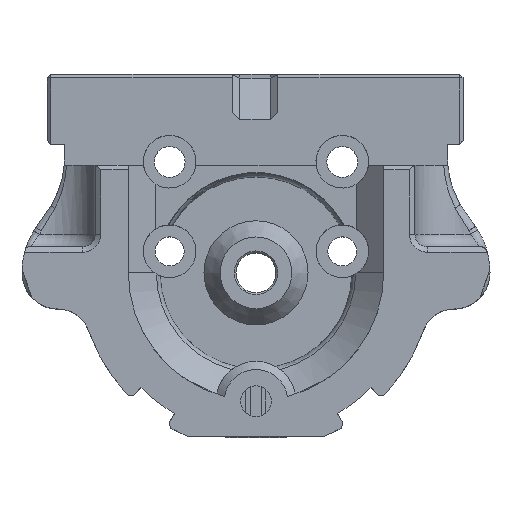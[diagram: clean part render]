
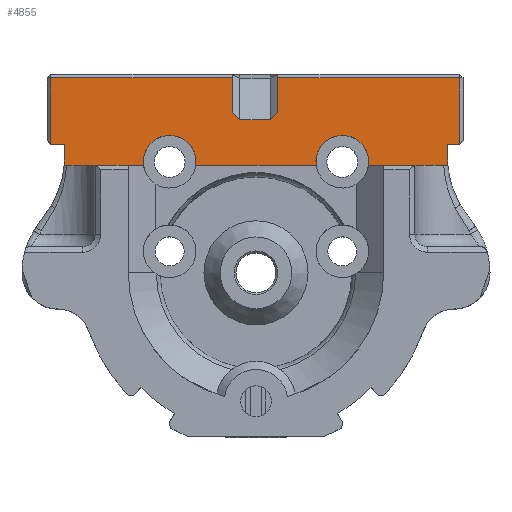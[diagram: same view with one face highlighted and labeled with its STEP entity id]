
A CAD part, top view. The second image highlights one B-rep face of the part: STEP entity #4855.
In plain terms, the highlighted planar face has unit normal (0, 0, 1).
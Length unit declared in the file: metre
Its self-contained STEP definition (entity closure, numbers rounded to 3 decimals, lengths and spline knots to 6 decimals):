
#365=CIRCLE('',#5174,0.0029);
#366=CIRCLE('',#5175,0.0029);
#520=ORIENTED_EDGE('',*,*,#2012,.F.);
#521=ORIENTED_EDGE('',*,*,#2013,.T.);
#522=ORIENTED_EDGE('',*,*,#2014,.T.);
#523=ORIENTED_EDGE('',*,*,#2015,.T.);
#524=ORIENTED_EDGE('',*,*,#2016,.T.);
#525=ORIENTED_EDGE('',*,*,#2017,.T.);
#526=ORIENTED_EDGE('',*,*,#2018,.T.);
#527=ORIENTED_EDGE('',*,*,#2019,.T.);
#528=ORIENTED_EDGE('',*,*,#2020,.T.);
#529=ORIENTED_EDGE('',*,*,#2021,.T.);
#530=ORIENTED_EDGE('',*,*,#2022,.T.);
#531=ORIENTED_EDGE('',*,*,#2023,.T.);
#532=ORIENTED_EDGE('',*,*,#2024,.T.);
#533=ORIENTED_EDGE('',*,*,#2025,.T.);
#534=ORIENTED_EDGE('',*,*,#2026,.F.);
#535=ORIENTED_EDGE('',*,*,#2027,.T.);
#536=ORIENTED_EDGE('',*,*,#2028,.T.);
#537=ORIENTED_EDGE('',*,*,#2029,.T.);
#2012=EDGE_CURVE('',#2758,#2759,#3241,.T.);
#2013=EDGE_CURVE('',#2758,#2760,#3242,.T.);
#2014=EDGE_CURVE('',#2760,#2761,#3243,.T.);
#2015=EDGE_CURVE('',#2761,#2762,#3244,.F.);
#2016=EDGE_CURVE('',#2762,#2763,#3245,.T.);
#2017=EDGE_CURVE('',#2763,#2764,#3246,.T.);
#2018=EDGE_CURVE('',#2764,#2765,#3247,.T.);
#2019=EDGE_CURVE('',#2765,#2766,#3248,.T.);
#2020=EDGE_CURVE('',#2766,#2767,#3249,.T.);
#2021=EDGE_CURVE('',#2767,#2768,#3250,.T.);
#2022=EDGE_CURVE('',#2768,#2769,#365,.T.);
#2023=EDGE_CURVE('',#2769,#2770,#3251,.T.);
#2024=EDGE_CURVE('',#2770,#2771,#366,.T.);
#2025=EDGE_CURVE('',#2771,#2772,#3252,.T.);
#2026=EDGE_CURVE('',#2773,#2772,#3253,.T.);
#2027=EDGE_CURVE('',#2773,#2774,#3254,.T.);
#2028=EDGE_CURVE('',#2774,#2775,#3255,.T.);
#2029=EDGE_CURVE('',#2775,#2759,#3256,.T.);
#2758=VERTEX_POINT('',#6791);
#2759=VERTEX_POINT('',#6792);
#2760=VERTEX_POINT('',#6794);
#2761=VERTEX_POINT('',#6796);
#2762=VERTEX_POINT('',#6798);
#2763=VERTEX_POINT('',#6800);
#2764=VERTEX_POINT('',#6802);
#2765=VERTEX_POINT('',#6804);
#2766=VERTEX_POINT('',#6806);
#2767=VERTEX_POINT('',#6808);
#2768=VERTEX_POINT('',#6810);
#2769=VERTEX_POINT('',#6812);
#2770=VERTEX_POINT('',#6814);
#2771=VERTEX_POINT('',#6816);
#2772=VERTEX_POINT('',#6818);
#2773=VERTEX_POINT('',#6820);
#2774=VERTEX_POINT('',#6822);
#2775=VERTEX_POINT('',#6824);
#3241=LINE('',#6790,#3630);
#3242=LINE('',#6793,#3631);
#3243=LINE('',#6795,#3632);
#3244=LINE('',#6797,#3633);
#3245=LINE('',#6799,#3634);
#3246=LINE('',#6801,#3635);
#3247=LINE('',#6803,#3636);
#3248=LINE('',#6805,#3637);
#3249=LINE('',#6807,#3638);
#3250=LINE('',#6809,#3639);
#3251=LINE('',#6813,#3640);
#3252=LINE('',#6817,#3641);
#3253=LINE('',#6819,#3642);
#3254=LINE('',#6821,#3643);
#3255=LINE('',#6823,#3644);
#3256=LINE('',#6825,#3645);
#3630=VECTOR('',#5585,1.);
#3631=VECTOR('',#5586,1.);
#3632=VECTOR('',#5587,1.);
#3633=VECTOR('',#5588,1.);
#3634=VECTOR('',#5589,1.);
#3635=VECTOR('',#5590,1.);
#3636=VECTOR('',#5591,1.);
#3637=VECTOR('',#5592,1.);
#3638=VECTOR('',#5593,1.);
#3639=VECTOR('',#5594,1.);
#3640=VECTOR('',#5597,1.);
#3641=VECTOR('',#5600,1.);
#3642=VECTOR('',#5601,1.);
#3643=VECTOR('',#5602,1.);
#3644=VECTOR('',#5603,1.);
#3645=VECTOR('',#5604,1.);
#4019=EDGE_LOOP('',(#520,#521,#522,#523,#524,#525,#526,#527,#528,#529,#530,
#531,#532,#533,#534,#535,#536,#537));
#4362=FACE_BOUND('',#4019,.T.);
#4705=PLANE('',#5173);
#4855=ADVANCED_FACE('',(#4362),#4705,.F.);
#5173=AXIS2_PLACEMENT_3D('',#6789,#5583,#5584);
#5174=AXIS2_PLACEMENT_3D('',#6811,#5595,#5596);
#5175=AXIS2_PLACEMENT_3D('',#6815,#5598,#5599);
#5583=DIRECTION('',(0.,0.,-1.));
#5584=DIRECTION('',(0.,-1.,0.));
#5585=DIRECTION('',(0.,1.,0.));
#5586=DIRECTION('',(-0.707,-0.707,0.));
#5587=DIRECTION('',(-1.,0.,0.));
#5588=DIRECTION('',(0.707,-0.707,0.));
#5589=DIRECTION('',(0.,1.,0.));
#5590=DIRECTION('',(-1.,0.,0.));
#5591=DIRECTION('',(0.,-1.,0.));
#5592=DIRECTION('',(1.,0.,0.));
#5593=DIRECTION('',(0.,-1.,0.));
#5594=DIRECTION('',(1.,0.,0.));
#5595=DIRECTION('',(0.,0.,-1.));
#5596=DIRECTION('',(0.,1.,0.));
#5597=DIRECTION('',(1.,0.,0.));
#5598=DIRECTION('',(0.,0.,-1.));
#5599=DIRECTION('',(0.,1.,0.));
#5600=DIRECTION('',(1.,0.,0.));
#5601=DIRECTION('',(0.,-1.,0.));
#5602=DIRECTION('',(1.,0.,0.));
#5603=DIRECTION('',(0.,1.,0.));
#5604=DIRECTION('',(-1.,0.,0.));
#6789=CARTESIAN_POINT('',(0.200001,0.02195,0.09995));
#6790=CARTESIAN_POINT('',(0.202404,0.02195,0.09995));
#6791=CARTESIAN_POINT('',(0.202404,0.01765,0.09995));
#6792=CARTESIAN_POINT('',(0.202404,0.02145,0.09995));
#6793=CARTESIAN_POINT('',(0.203352,0.018599,0.09995));
#6794=CARTESIAN_POINT('',(0.201604,0.01685,0.09995));
#6795=CARTESIAN_POINT('',(0.200001,0.01685,0.09995));
#6796=CARTESIAN_POINT('',(0.198204,0.01685,0.09995));
#6797=CARTESIAN_POINT('',(0.196553,0.018502,0.09995));
#6798=CARTESIAN_POINT('',(0.197404,0.01765,0.09995));
#6799=CARTESIAN_POINT('',(0.197404,0.02195,0.09995));
#6800=CARTESIAN_POINT('',(0.197404,0.02145,0.09995));
#6801=CARTESIAN_POINT('',(0.177008,0.02145,0.09995));
#6802=CARTESIAN_POINT('',(0.177408,0.02145,0.09995));
#6803=CARTESIAN_POINT('',(0.177408,0.013279,0.09995));
#6804=CARTESIAN_POINT('',(0.177408,0.01415,0.09995));
#6805=CARTESIAN_POINT('',(0.200001,0.01415,0.09995));
#6806=CARTESIAN_POINT('',(0.178889,0.01415,0.09995));
#6807=CARTESIAN_POINT('',(0.178889,0.02195,0.09995));
#6808=CARTESIAN_POINT('',(0.178889,0.01185,0.09995));
#6809=CARTESIAN_POINT('',(0.200001,0.01185,0.09995));
#6810=CARTESIAN_POINT('',(0.187624,0.01185,0.09995));
#6811=CARTESIAN_POINT('',(0.1905,0.012225,0.09995));
#6812=CARTESIAN_POINT('',(0.193376,0.01185,0.09995));
#6813=CARTESIAN_POINT('',(0.200001,0.01185,0.09995));
#6814=CARTESIAN_POINT('',(0.206624,0.01185,0.09995));
#6815=CARTESIAN_POINT('',(0.2095,0.012225,0.09995));
#6816=CARTESIAN_POINT('',(0.212376,0.01185,0.09995));
#6817=CARTESIAN_POINT('',(0.200001,0.01185,0.09995));
#6818=CARTESIAN_POINT('',(0.221113,0.01185,0.09995));
#6819=CARTESIAN_POINT('',(0.221113,0.02195,0.09995));
#6820=CARTESIAN_POINT('',(0.221113,0.01415,0.09995));
#6821=CARTESIAN_POINT('',(0.200001,0.01415,0.09995));
#6822=CARTESIAN_POINT('',(0.2224,0.01415,0.09995));
#6823=CARTESIAN_POINT('',(0.2224,0.021993,0.09995));
#6824=CARTESIAN_POINT('',(0.2224,0.02145,0.09995));
#6825=CARTESIAN_POINT('',(0.177008,0.02145,0.09995));
